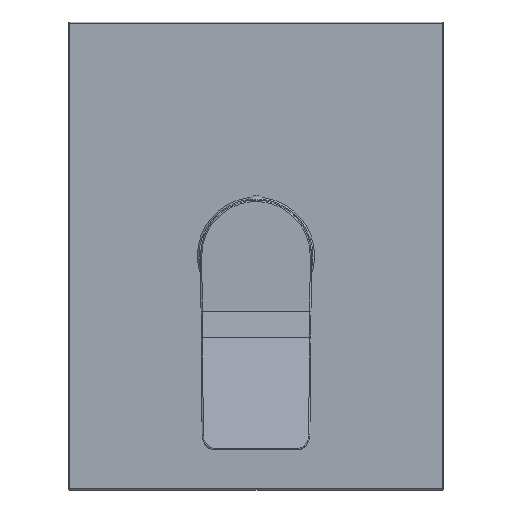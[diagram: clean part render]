
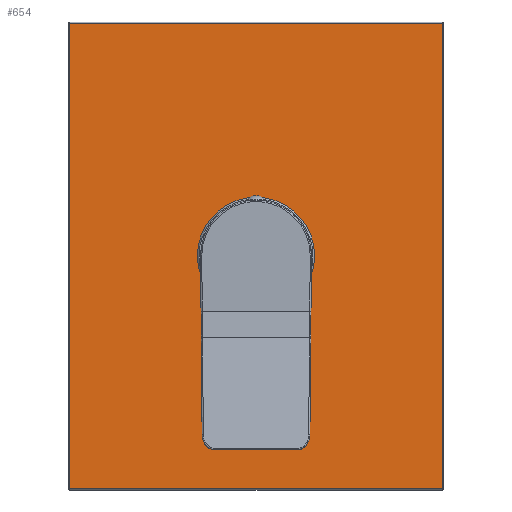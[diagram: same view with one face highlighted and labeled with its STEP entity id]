
A CAD part, top view. The second image highlights one B-rep face of the part: STEP entity #654.
In plain terms, the highlighted planar face has unit normal (0, 0, 1).
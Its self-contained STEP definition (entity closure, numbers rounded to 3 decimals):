
#34=DIRECTION('',(1.,0.,0.));
#35=VECTOR('',#34,153.);
#36=CARTESIAN_POINT('',(-76.5,-95.5,60.));
#37=LINE('',#36,#35);
#38=DIRECTION('',(0.,-1.,0.));
#39=VECTOR('',#38,191.);
#40=CARTESIAN_POINT('',(-76.5,95.5,60.));
#41=LINE('',#40,#39);
#42=DIRECTION('',(-1.,0.,0.));
#43=VECTOR('',#42,153.);
#44=CARTESIAN_POINT('',(76.5,95.5,60.));
#45=LINE('',#44,#43);
#46=DIRECTION('',(0.,1.,0.));
#47=VECTOR('',#46,191.);
#48=CARTESIAN_POINT('',(76.5,-95.5,60.));
#49=LINE('',#48,#47);
#179=CARTESIAN_POINT('',(0.,0.,60.));
#180=DIRECTION('',(0.,0.,-1.));
#181=DIRECTION('',(-1.,0.,0.));
#182=AXIS2_PLACEMENT_3D('',#179,#180,#181);
#189=CARTESIAN_POINT('',(0.,0.,60.));
#190=DIRECTION('',(0.,0.,-1.));
#191=DIRECTION('',(1.,0.,0.));
#192=AXIS2_PLACEMENT_3D('',#189,#190,#191);
#541=CARTESIAN_POINT('',(-76.5,-95.5,60.));
#542=CARTESIAN_POINT('',(76.5,-95.5,60.));
#543=VERTEX_POINT('',#541);
#544=VERTEX_POINT('',#542);
#549=CARTESIAN_POINT('',(76.5,95.5,60.));
#550=VERTEX_POINT('',#549);
#555=CARTESIAN_POINT('',(-76.5,95.5,60.));
#556=VERTEX_POINT('',#555);
#565=CARTESIAN_POINT('',(-24.05,0.,60.));
#566=CARTESIAN_POINT('',(24.05,0.,60.));
#567=VERTEX_POINT('',#565);
#568=VERTEX_POINT('',#566);
#634=CARTESIAN_POINT('',(0.,0.,60.));
#635=DIRECTION('',(0.,0.,1.));
#636=DIRECTION('',(-1.,0.,0.));
#637=AXIS2_PLACEMENT_3D('',#634,#635,#636);
#638=PLANE('',#637);
#640=ORIENTED_EDGE('',*,*,#639,.F.);
#642=ORIENTED_EDGE('',*,*,#641,.F.);
#644=ORIENTED_EDGE('',*,*,#643,.F.);
#645=ORIENTED_EDGE('',*,*,#617,.F.);
#646=EDGE_LOOP('',(#640,#642,#644,#645));
#647=FACE_OUTER_BOUND('',#646,.F.);
#649=ORIENTED_EDGE('',*,*,#648,.F.);
#651=ORIENTED_EDGE('',*,*,#650,.F.);
#652=EDGE_LOOP('',(#649,#651));
#653=FACE_BOUND('',#652,.F.);
#654=ADVANCED_FACE('',(#647,#653),#638,.T.);
#183=CIRCLE('',#182,24.05);
#193=CIRCLE('',#192,24.05);
#617=EDGE_CURVE('',#544,#550,#49,.T.);
#639=EDGE_CURVE('',#543,#544,#37,.T.);
#641=EDGE_CURVE('',#556,#543,#41,.T.);
#643=EDGE_CURVE('',#550,#556,#45,.T.);
#648=EDGE_CURVE('',#567,#568,#183,.T.);
#650=EDGE_CURVE('',#568,#567,#193,.T.);
